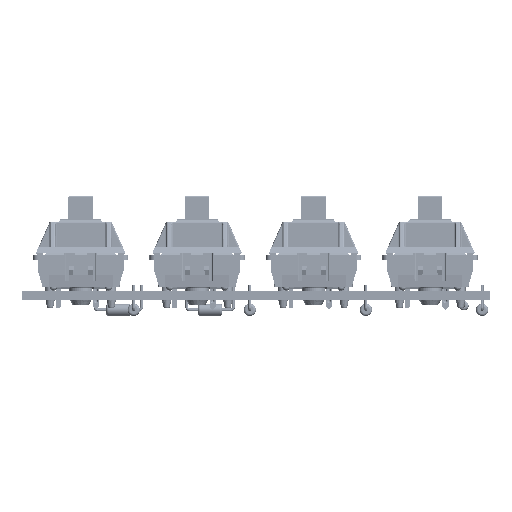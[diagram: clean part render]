
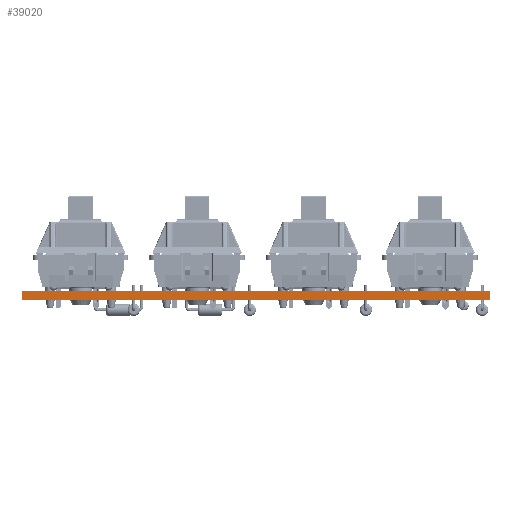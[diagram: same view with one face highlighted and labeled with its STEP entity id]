
A CAD part, front view. The second image highlights one B-rep face of the part: STEP entity #39020.
In plain terms, the highlighted planar face has unit normal (0, -1, 0).
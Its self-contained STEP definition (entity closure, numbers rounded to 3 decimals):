
#39020 = ADVANCED_FACE('',(#39021),#39055,.T.);
#39021 = FACE_BOUND('',#39022,.T.);
#39022 = EDGE_LOOP('',(#39023,#39033,#39041,#39049));
#39023 = ORIENTED_EDGE('',*,*,#39024,.T.);
#39024 = EDGE_CURVE('',#39025,#39027,#39029,.T.);
#39025 = VERTEX_POINT('',#39026);
#39026 = CARTESIAN_POINT('',(200.301,-142.965,0.));
#39027 = VERTEX_POINT('',#39028);
#39028 = CARTESIAN_POINT('',(200.301,-142.965,1.6));
#39029 = LINE('',#39030,#39031);
#39030 = CARTESIAN_POINT('',(200.301,-142.965,0.));
#39031 = VECTOR('',#39032,1.);
#39032 = DIRECTION('',(0.,0.,1.));
#39033 = ORIENTED_EDGE('',*,*,#39034,.T.);
#39034 = EDGE_CURVE('',#39027,#39035,#39037,.T.);
#39035 = VERTEX_POINT('',#39036);
#39036 = CARTESIAN_POINT('',(123.741,-142.965,1.6));
#39037 = LINE('',#39038,#39039);
#39038 = CARTESIAN_POINT('',(200.301,-142.965,1.6));
#39039 = VECTOR('',#39040,1.);
#39040 = DIRECTION('',(-1.,0.,0.));
#39041 = ORIENTED_EDGE('',*,*,#39042,.F.);
#39042 = EDGE_CURVE('',#39043,#39035,#39045,.T.);
#39043 = VERTEX_POINT('',#39044);
#39044 = CARTESIAN_POINT('',(123.741,-142.965,0.));
#39045 = LINE('',#39046,#39047);
#39046 = CARTESIAN_POINT('',(123.741,-142.965,0.));
#39047 = VECTOR('',#39048,1.);
#39048 = DIRECTION('',(0.,0.,1.));
#39049 = ORIENTED_EDGE('',*,*,#39050,.F.);
#39050 = EDGE_CURVE('',#39025,#39043,#39051,.T.);
#39051 = LINE('',#39052,#39053);
#39052 = CARTESIAN_POINT('',(200.301,-142.965,0.));
#39053 = VECTOR('',#39054,1.);
#39054 = DIRECTION('',(-1.,0.,0.));
#39055 = PLANE('',#39056);
#39056 = AXIS2_PLACEMENT_3D('',#39057,#39058,#39059);
#39057 = CARTESIAN_POINT('',(200.301,-142.965,0.));
#39058 = DIRECTION('',(0.,-1.,0.));
#39059 = DIRECTION('',(-1.,0.,0.));
